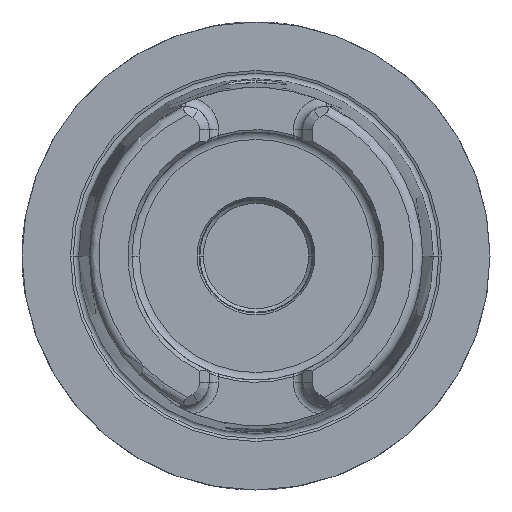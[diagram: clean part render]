
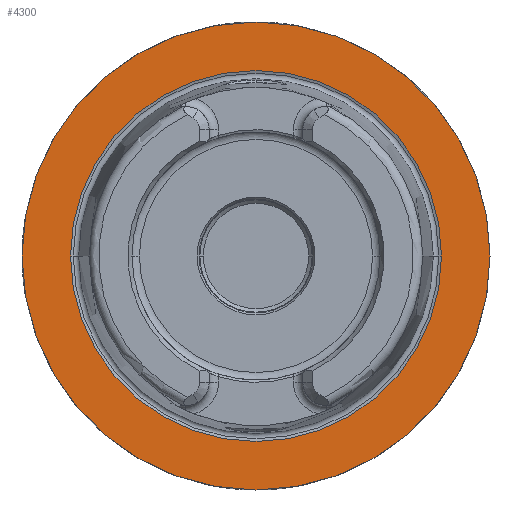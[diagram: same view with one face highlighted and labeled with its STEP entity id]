
A CAD part, left-side view. The second image highlights one B-rep face of the part: STEP entity #4300.
In plain terms, the highlighted planar face has unit normal (-1, 0, 0).
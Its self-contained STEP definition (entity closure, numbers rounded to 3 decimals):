
#905=CARTESIAN_POINT('',(0.,0.,0.));
#906=DIRECTION('',(1.,0.,0.));
#907=DIRECTION('',(0.,1.,0.));
#908=AXIS2_PLACEMENT_3D('',#905,#906,#907);
#910=CARTESIAN_POINT('',(0.,0.,0.));
#911=DIRECTION('',(-1.,0.,0.));
#912=DIRECTION('',(0.,1.,0.));
#913=AXIS2_PLACEMENT_3D('',#910,#911,#912);
#915=CARTESIAN_POINT('',(0.,0.,0.));
#916=DIRECTION('',(-1.,0.,0.));
#917=DIRECTION('',(0.,-1.,0.));
#918=AXIS2_PLACEMENT_3D('',#915,#916,#917);
#920=CARTESIAN_POINT('',(0.,0.,0.));
#921=DIRECTION('',(-1.,0.,0.));
#922=DIRECTION('',(0.,1.,0.));
#923=AXIS2_PLACEMENT_3D('',#920,#921,#922);
#2855=CARTESIAN_POINT('',(0.,50.,0.));
#2856=CARTESIAN_POINT('',(0.,-50.,0.));
#2857=VERTEX_POINT('',#2855);
#2858=VERTEX_POINT('',#2856);
#2883=CARTESIAN_POINT('',(0.,-39.632,0.));
#2884=VERTEX_POINT('',#2883);
#2885=CARTESIAN_POINT('',(0.,39.632,0.));
#2886=VERTEX_POINT('',#2885);
#4285=CARTESIAN_POINT('',(0.,0.,0.));
#4286=DIRECTION('',(1.,0.,0.));
#4287=DIRECTION('',(0.,-1.,0.));
#4288=AXIS2_PLACEMENT_3D('',#4285,#4286,#4287);
#4289=PLANE('',#4288);
#4291=ORIENTED_EDGE('',*,*,#4290,.T.);
#4293=ORIENTED_EDGE('',*,*,#4292,.F.);
#4294=EDGE_LOOP('',(#4291,#4293));
#4295=FACE_OUTER_BOUND('',#4294,.F.);
#4296=ORIENTED_EDGE('',*,*,#4280,.T.);
#4297=ORIENTED_EDGE('',*,*,#4264,.T.);
#4298=EDGE_LOOP('',(#4296,#4297));
#4299=FACE_BOUND('',#4298,.F.);
#4300=ADVANCED_FACE('',(#4295,#4299),#4289,.F.);
#909=CIRCLE('',#908,50.);
#914=CIRCLE('',#913,50.);
#919=CIRCLE('',#918,39.632);
#924=CIRCLE('',#923,39.632);
#4264=EDGE_CURVE('',#2886,#2884,#924,.T.);
#4280=EDGE_CURVE('',#2884,#2886,#919,.T.);
#4290=EDGE_CURVE('',#2857,#2858,#909,.T.);
#4292=EDGE_CURVE('',#2857,#2858,#914,.T.);
